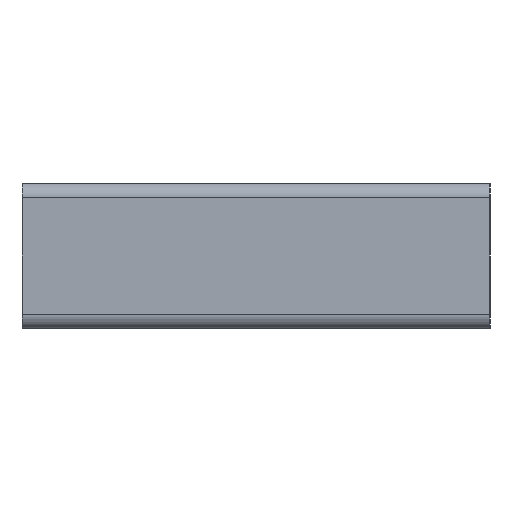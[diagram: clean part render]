
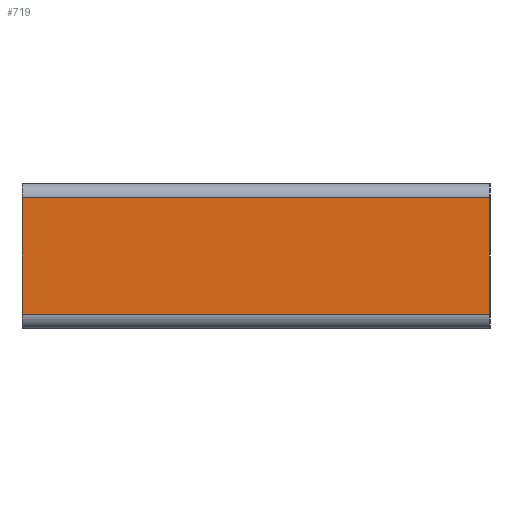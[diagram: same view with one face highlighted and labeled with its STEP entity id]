
A CAD part, left-side view. The second image highlights one B-rep face of the part: STEP entity #719.
In plain terms, the highlighted planar face has unit normal (-1, 0, 0).
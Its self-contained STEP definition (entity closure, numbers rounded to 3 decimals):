
#466 = VERTEX_POINT('',#467);
#467 = CARTESIAN_POINT('',(-2.54,1.27,0.079));
#474 = EDGE_CURVE('',#466,#475,#477,.T.);
#475 = VERTEX_POINT('',#476);
#476 = CARTESIAN_POINT('',(-2.54,1.27,0.711));
#477 = LINE('',#478,#479);
#478 = CARTESIAN_POINT('',(-2.54,1.27,0.));
#479 = VECTOR('',#480,1.);
#480 = DIRECTION('',(0.,0.,1.));
#613 = VERTEX_POINT('',#614);
#614 = CARTESIAN_POINT('',(-2.54,-1.27,0.079));
#621 = EDGE_CURVE('',#613,#622,#624,.T.);
#622 = VERTEX_POINT('',#623);
#623 = CARTESIAN_POINT('',(-2.54,-1.27,0.711));
#624 = LINE('',#625,#626);
#625 = CARTESIAN_POINT('',(-2.54,-1.27,0.));
#626 = VECTOR('',#627,1.);
#627 = DIRECTION('',(0.,0.,1.));
#709 = EDGE_CURVE('',#613,#466,#710,.T.);
#710 = LINE('',#711,#712);
#711 = CARTESIAN_POINT('',(-2.54,-1.27,0.079));
#712 = VECTOR('',#713,1.);
#713 = DIRECTION('',(0.,1.,0.));
#719 = ADVANCED_FACE('',(#720),#731,.F.);
#720 = FACE_BOUND('',#721,.F.);
#721 = EDGE_LOOP('',(#722,#723,#724,#725));
#722 = ORIENTED_EDGE('',*,*,#621,.F.);
#723 = ORIENTED_EDGE('',*,*,#709,.T.);
#724 = ORIENTED_EDGE('',*,*,#474,.T.);
#725 = ORIENTED_EDGE('',*,*,#726,.F.);
#726 = EDGE_CURVE('',#622,#475,#727,.T.);
#727 = LINE('',#728,#729);
#728 = CARTESIAN_POINT('',(-2.54,-1.27,0.711));
#729 = VECTOR('',#730,1.);
#730 = DIRECTION('',(0.,1.,0.));
#731 = PLANE('',#732);
#732 = AXIS2_PLACEMENT_3D('',#733,#734,#735);
#733 = CARTESIAN_POINT('',(-2.54,-1.27,0.));
#734 = DIRECTION('',(1.,0.,0.));
#735 = DIRECTION('',(0.,0.,1.));
